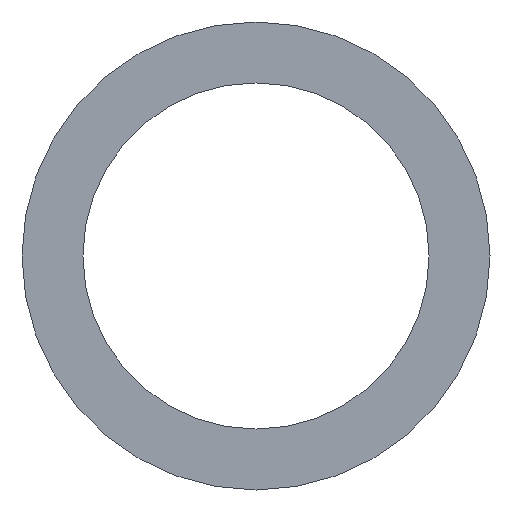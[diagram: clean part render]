
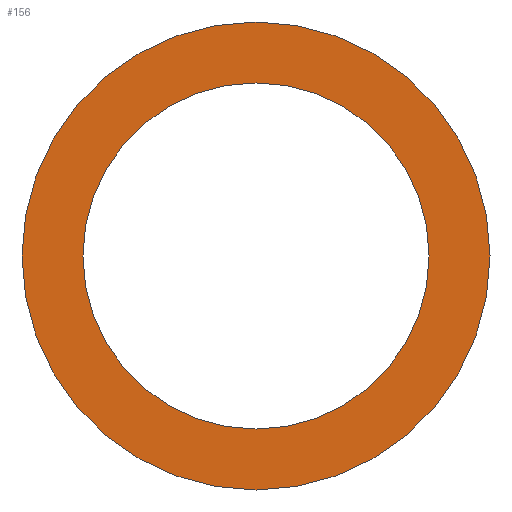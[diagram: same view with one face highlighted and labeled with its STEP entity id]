
A CAD part, left-side view. The second image highlights one B-rep face of the part: STEP entity #156.
In plain terms, the highlighted planar face has unit normal (-1, 0, 0).
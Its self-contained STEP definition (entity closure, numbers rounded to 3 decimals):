
#80 = VERTEX_POINT( '', #192 );
#82 = EDGE_CURVE( '', #80, #118, #194, .T. );
#102 = VERTEX_POINT( '', #218 );
#118 = VERTEX_POINT( '', #235 );
#126 = EDGE_CURVE( '', #102, #148, #243, .T. );
#136 = EDGE_CURVE( '', #118, #80, #256, .T. );
#148 = VERTEX_POINT( '', #269 );
#156 = ADVANCED_FACE( '', ( #279, #280 ), #281, .T. );
#162 = EDGE_CURVE( '', #148, #102, #288, .T. );
#192 = CARTESIAN_POINT( '', ( -112.5, -99.1, 0. ) );
#194 = CIRCLE( '', #314, 99.1 );
#218 = CARTESIAN_POINT( '', ( -112.5, -134., 0. ) );
#235 = CARTESIAN_POINT( '', ( -112.5, 99.1, 0. ) );
#243 = CIRCLE( '', #373, 134. );
#256 = CIRCLE( '', #390, 99.1 );
#269 = CARTESIAN_POINT( '', ( -112.5, 134., 0. ) );
#279 = FACE_BOUND( '', #419, .T. );
#280 = FACE_OUTER_BOUND( '', #420, .T. );
#281 = PLANE( '', #421 );
#288 = CIRCLE( '', #431, 134. );
#314 = AXIS2_PLACEMENT_3D( '', #443, #444, #445 );
#373 = AXIS2_PLACEMENT_3D( '', #499, #500, #501 );
#390 = AXIS2_PLACEMENT_3D( '', #522, #523, #524 );
#419 = EDGE_LOOP( '', ( #558, #559 ) );
#420 = EDGE_LOOP( '', ( #560, #561 ) );
#421 = AXIS2_PLACEMENT_3D( '', #562, #563, #564 );
#431 = AXIS2_PLACEMENT_3D( '', #574, #575, #576 );
#443 = CARTESIAN_POINT( '', ( -112.5, 0., 0. ) );
#444 = DIRECTION( '', ( -1., 0., 0. ) );
#445 = DIRECTION( '', ( 0., 1., 0. ) );
#499 = CARTESIAN_POINT( '', ( -112.5, 0., 0. ) );
#500 = DIRECTION( '', ( -1., 0., 0. ) );
#501 = DIRECTION( '', ( 0., 1., 0. ) );
#522 = CARTESIAN_POINT( '', ( -112.5, 0., 0. ) );
#523 = DIRECTION( '', ( -1., 0., 0. ) );
#524 = DIRECTION( '', ( 0., 1., 0. ) );
#558 = ORIENTED_EDGE( '', *, *, #136, .F. );
#559 = ORIENTED_EDGE( '', *, *, #82, .F. );
#560 = ORIENTED_EDGE( '', *, *, #162, .T. );
#561 = ORIENTED_EDGE( '', *, *, #126, .T. );
#562 = CARTESIAN_POINT( '', ( -112.5, 116.55, 0. ) );
#563 = DIRECTION( '', ( -1., 0., 0. ) );
#564 = DIRECTION( '', ( 0., 1., 0. ) );
#574 = CARTESIAN_POINT( '', ( -112.5, 0., 0. ) );
#575 = DIRECTION( '', ( -1., 0., 0. ) );
#576 = DIRECTION( '', ( 0., 1., 0. ) );
